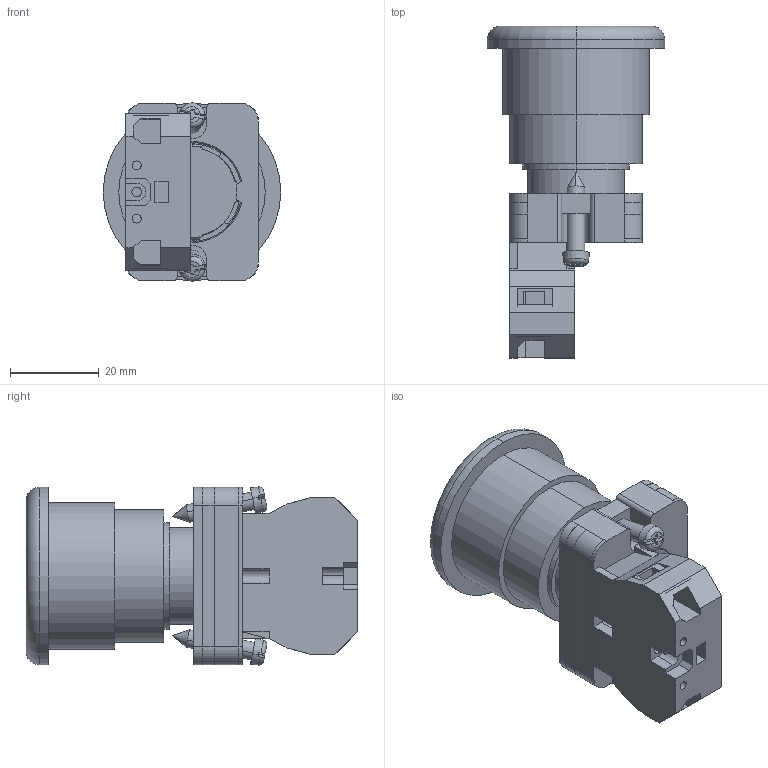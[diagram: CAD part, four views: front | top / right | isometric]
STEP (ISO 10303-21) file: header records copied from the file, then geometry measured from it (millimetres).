
FILE_DESCRIPTION (( 'STEP AP214' ), '1' );
FILE_NAME ('GCX1135.STEP', '2016-06-27T11:24:48', ( '' ), ( '' ), 'SwSTEP 2.0', 'SolidWorks 2016', '' );
FILE_SCHEMA (( 'AUTOMOTIVE_DESIGN' ));
Length unit declared in the file: inch
Products named in the file (4): GCX1135; ecx1030; ECX1029-2; GCX1135 OPERATOR
Assembly tree (3 placements, depth 2):
  GCX1135
    GCX1135 OPERATOR
    ECX1029-2
    ecx1030
Bounding box: 40 x 74.79 x 40.16 mm (x, y, z)
Volume: 30664.4 mm3; surface area: 21662.3 mm2
Topology: 6 solids, 6 shells, 389 faces, 1060 edges, 700 vertices
Faces by surface type: plane 224, cylinder 136, cone 15, torus 14
Entity records: 12846 total; most frequent: CARTESIAN_POINT 2347, DIRECTION 2144, ORIENTED_EDGE 2112, EDGE_CURVE 1056, AXIS2_PLACEMENT_3D 733, VERTEX_POINT 700, LINE 678, VECTOR 678
